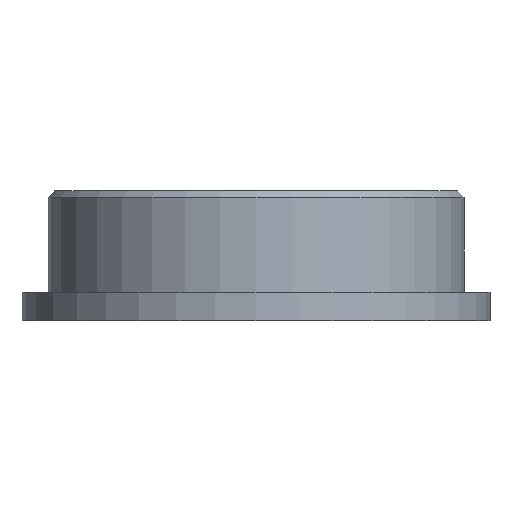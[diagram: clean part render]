
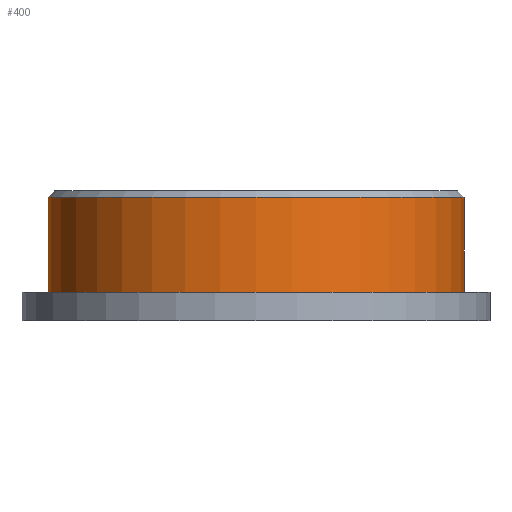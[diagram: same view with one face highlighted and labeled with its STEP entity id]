
A CAD part, front view. The second image highlights one B-rep face of the part: STEP entity #400.
In plain terms, the highlighted cylindrical face has radius 8 mm (diameter 16 mm), a partial arc.
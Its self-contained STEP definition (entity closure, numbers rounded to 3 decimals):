
#85 = LINE ( 'NONE', #1355, #565 ) ;
#110 = CARTESIAN_POINT ( 'NONE',  ( 0., 0., 2.25 ) ) ;
#173 = VERTEX_POINT ( 'NONE', #246 ) ;
#246 = CARTESIAN_POINT ( 'NONE',  ( -8., 0., 2.25 ) ) ;
#270 = DIRECTION ( 'NONE',  ( 1., 0., 0. ) ) ;
#280 = AXIS2_PLACEMENT_3D ( 'NONE', #1155, #363, #919 ) ;
#307 = VERTEX_POINT ( 'NONE', #1263 ) ;
#363 = DIRECTION ( 'NONE',  ( 0., 0., 1. ) ) ;
#389 = CARTESIAN_POINT ( 'NONE',  ( 8., 0., -1.4 ) ) ;
#400 = ADVANCED_FACE ( 'NONE', ( #1302 ), #475, .T. ) ;
#407 = DIRECTION ( 'NONE',  ( 0., 0., 1. ) ) ;
#475 = CYLINDRICAL_SURFACE ( 'NONE', #280, 8. ) ;
#480 = ORIENTED_EDGE ( 'NONE', *, *, #943, .F. ) ;
#481 = EDGE_CURVE ( 'NONE', #785, #761, #928, .T. ) ;
#520 = VECTOR ( 'NONE', #1401, 1000. ) ;
#545 = AXIS2_PLACEMENT_3D ( 'NONE', #110, #1024, #270 ) ;
#547 = ORIENTED_EDGE ( 'NONE', *, *, #481, .T. ) ;
#565 = VECTOR ( 'NONE', #991, 1000. ) ;
#686 = ORIENTED_EDGE ( 'NONE', *, *, #1282, .T. ) ;
#751 = CARTESIAN_POINT ( 'NONE',  ( 0., 0., -1.4 ) ) ;
#761 = VERTEX_POINT ( 'NONE', #389 ) ;
#785 = VERTEX_POINT ( 'NONE', #1119 ) ;
#919 = DIRECTION ( 'NONE',  ( 1., 0., 0. ) ) ;
#925 = CARTESIAN_POINT ( 'NONE',  ( -8., 0., 2.5 ) ) ;
#928 = CIRCLE ( 'NONE', #1073, 8. ) ;
#943 = EDGE_CURVE ( 'NONE', #785, #173, #1337, .T. ) ;
#991 = DIRECTION ( 'NONE',  ( 0., 0., 1. ) ) ;
#1024 = DIRECTION ( 'NONE',  ( 0., 0., 1. ) ) ;
#1025 = DIRECTION ( 'NONE',  ( 1., 0., 0. ) ) ;
#1028 = EDGE_LOOP ( 'NONE', ( #480, #547, #686, #1143 ) ) ;
#1073 = AXIS2_PLACEMENT_3D ( 'NONE', #751, #407, #1025 ) ;
#1119 = CARTESIAN_POINT ( 'NONE',  ( -8., 0., -1.4 ) ) ;
#1143 = ORIENTED_EDGE ( 'NONE', *, *, #1556, .F. ) ;
#1155 = CARTESIAN_POINT ( 'NONE',  ( 0., 0., 2.5 ) ) ;
#1263 = CARTESIAN_POINT ( 'NONE',  ( 8., 0., 2.25 ) ) ;
#1282 = EDGE_CURVE ( 'NONE', #761, #307, #85, .T. ) ;
#1291 = CIRCLE ( 'NONE', #545, 8. ) ;
#1302 = FACE_OUTER_BOUND ( 'NONE', #1028, .T. ) ;
#1337 = LINE ( 'NONE', #925, #520 ) ;
#1355 = CARTESIAN_POINT ( 'NONE',  ( 8., 0., 2.5 ) ) ;
#1401 = DIRECTION ( 'NONE',  ( 0., 0., 1. ) ) ;
#1556 = EDGE_CURVE ( 'NONE', #173, #307, #1291, .T. ) ;
